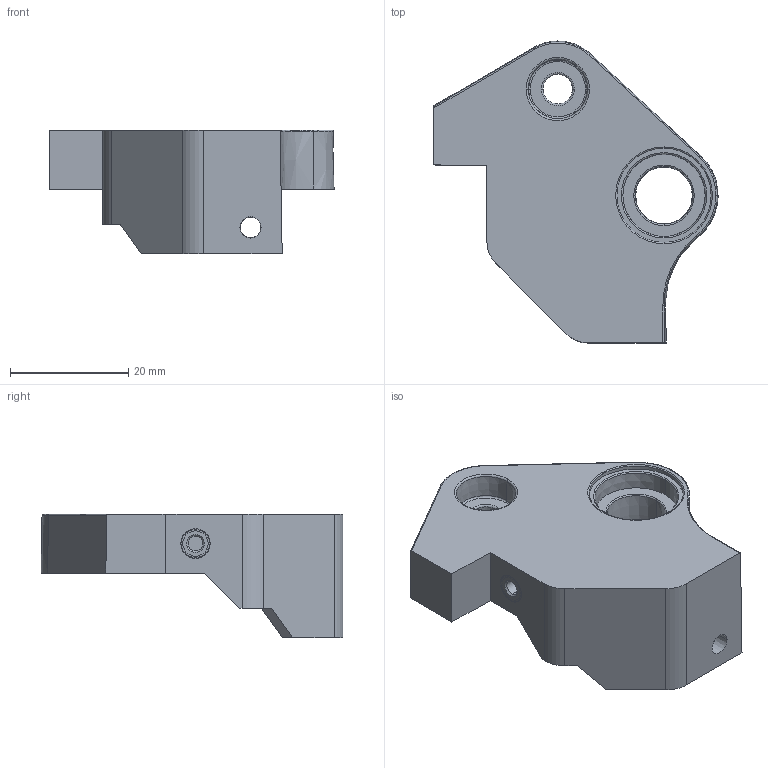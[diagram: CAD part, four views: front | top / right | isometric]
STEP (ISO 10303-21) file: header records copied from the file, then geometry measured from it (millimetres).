
FILE_DESCRIPTION (( 'STEP AP214' ), '1' );
FILE_NAME ('Z轴左前固定块-B版本.STEP', '2025-12-01T08:11:59', ( 'Windows 用户' ), ( '' ), 'SwSTEP 2.0', 'SolidWorks 2016', '' );
FILE_SCHEMA (( 'AUTOMOTIVE_DESIGN' ));
Length unit declared in the file: millimetre
Products named in the file (1): Z粣酘ヶ嘐隅輸-B唳掛
Bounding box: 48.17 x 51.17 x 21 mm (x, y, z)
Volume: 9742.9 mm3; surface area: 9526.3 mm2
Topology: 2 solids, 2 shells, 424 faces, 1181 edges, 781 vertices
Faces by surface type: cylinder 229, plane 109, cone 70, torus 12, bspline 4
Entity records: 14206 total; most frequent: CARTESIAN_POINT 2709, DIRECTION 2619, ORIENTED_EDGE 2362, EDGE_CURVE 1181, AXIS2_PLACEMENT_3D 1038, VERTEX_POINT 781, CIRCLE 617, VECTOR 543
